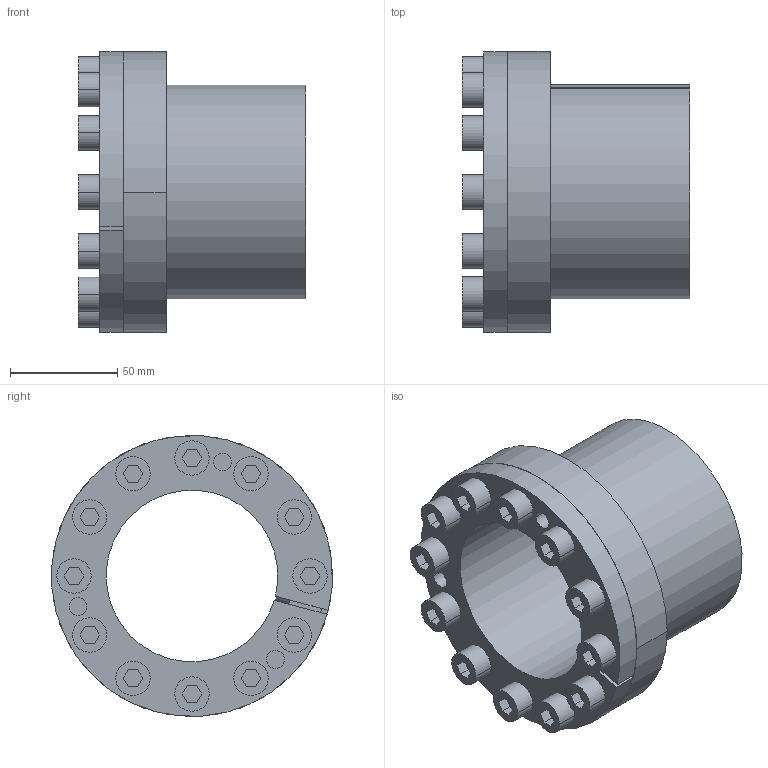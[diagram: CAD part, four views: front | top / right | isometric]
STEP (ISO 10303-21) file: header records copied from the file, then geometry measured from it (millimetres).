
FILE_DESCRIPTION((''),'2;1');
FILE_NAME('082505080100_INT_ASM','2006-02-22T',('Rathmann'),(''),'PRO/ENGINEER BY PARAMETRIC TECHNOLOGY CORPORATION, 2005180','PRO/ENGINEER BY PARAMETRIC TECHNOLOGY CORPORATION, 2005180','');
FILE_SCHEMA(('AUTOMOTIVE_DESIGN_CC2 { 1 2 10303 214 -1 1 5 2 }'));
Length unit declared in the file: millimetre
Products named in the file (5): 082505080100AX_INT; 082505080100A_INT; 082505080100IR_INT; DIN912-M10X30_INT; 082505080100_INT_ASM
Assembly tree (15 placements, depth 2):
  082505080100_INT_ASM
    082505080100AX_INT
    082505080100A_INT
    082505080100IR_INT
    DIN912-M10X30_INT  x12
Bounding box: 106 x 131 x 131 mm (x, y, z)
Volume: 439185.6 mm3; surface area: 175653.2 mm2
Topology: 15 solids, 15 shells, 268 faces, 661 edges, 490 vertices
Faces by surface type: plane 132, cylinder 110, cone 26
Entity records: 3593 total; most frequent: DIRECTION 656, CARTESIAN_POINT 581, ORIENTED_EDGE 488, AXIS2_PLACEMENT_3D 261, EDGE_CURVE 244, VERTEX_POINT 162, EDGE_LOOP 150, CIRCLE 138
